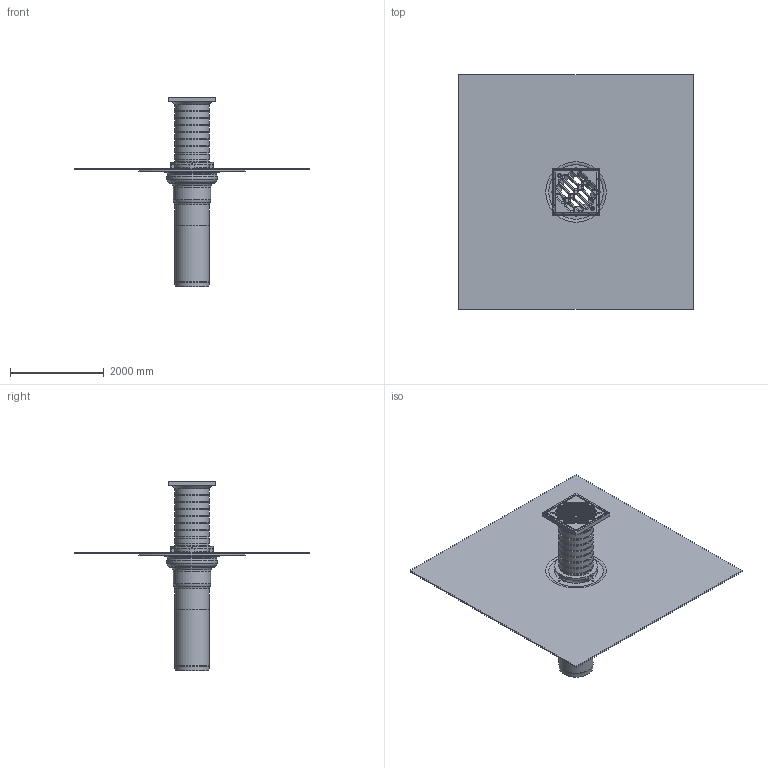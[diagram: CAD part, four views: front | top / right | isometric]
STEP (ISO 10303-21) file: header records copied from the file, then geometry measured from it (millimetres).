
FILE_DESCRIPTION(/* description */ (''),/* implementation_level */ '2;1');
FILE_NAME(/* name */ '15272.070X_3D.stp',/* time_stamp */ '2024-12-11T14:55:47+01:00',/* author */ ('CAD'),/* organization */ (''),/* preprocessor_version */ 'ST-DEVELOPER v20',/* originating_system */ 'AutoCAD Mechanical',/* authorisation */ '');
FILE_SCHEMA (('AUTOMOTIVE_DESIGN { 1 0 10303 214 3 1 1 }'));
Length unit declared in the file: centimetre
Products named in the file (2): Product; *S0
Assembly tree (1 placements, depth 2):
  Product
    *S0
Bounding box: 5000 x 5000 x 4037.7 mm (x, y, z)
Volume: 1106630585.8 mm3; surface area: 84077491.6 mm2
Topology: 9 solids, 9 shells, 507 faces, 1209 edges, 757 vertices
Faces by surface type: cylinder 182, plane 171, torus 97, cone 40, sphere 16, bspline 1
Full cylindrical faces by diameter (mm): 20 x8, 35 x2, 85 x2, 698 x2, 720 x8, 730 x11, 736 x1, 763 x1, 770 x2, 795 x1, 810 x1, 885 x1, 900 x1, 901 x1, 905 x1, 953.818 x1, 965 x2
Entity records: 15921 total; most frequent: CARTESIAN_POINT 3552, DIRECTION 2802, ORIENTED_EDGE 2418, EDGE_CURVE 1209, AXIS2_PLACEMENT_3D 1136, VERTEX_POINT 757, CIRCLE 626, EDGE_LOOP 600
